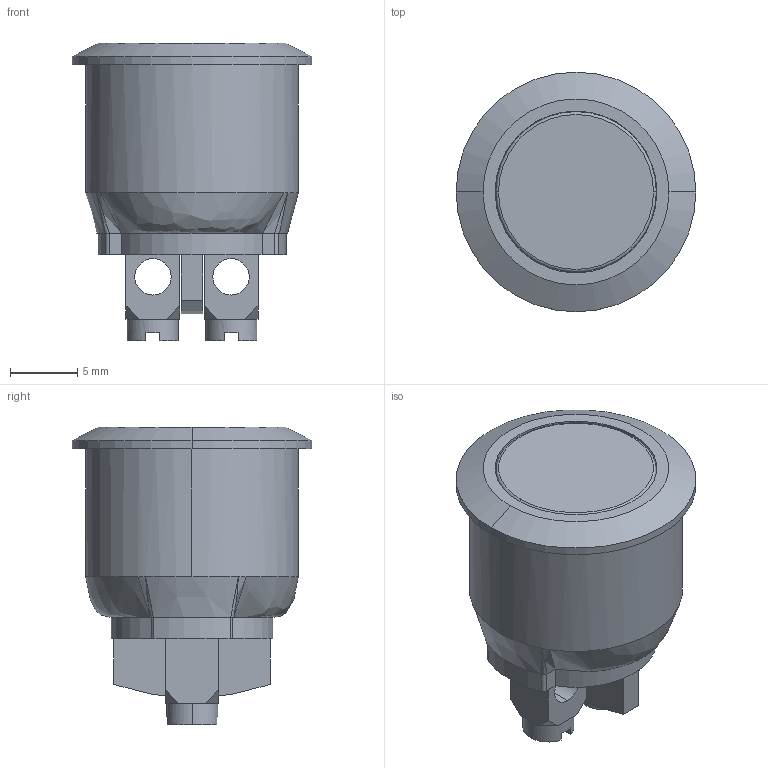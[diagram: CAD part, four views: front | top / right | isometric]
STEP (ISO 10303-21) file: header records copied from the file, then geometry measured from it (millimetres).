
FILE_DESCRIPTION (( 'STEP AP214' ), '1' );
FILE_NAME ('button.STEP', '2022-02-05T12:25:55', ( '' ), ( '' ), 'SwSTEP 2.0', 'SolidWorks 2020', '' );
FILE_SCHEMA (( 'AUTOMOTIVE_DESIGN' ));
Length unit declared in the file: millimetre
Products named in the file (1): button
Bounding box: 17.8 x 17.8 x 22.1 mm (x, y, z)
Volume: 3130.8 mm3; surface area: 1964.9 mm2
Topology: 4 solids, 4 shells, 104 faces, 265 edges, 171 vertices
Faces by surface type: plane 61, cylinder 22, bspline 14, cone 5, torus 2
Entity records: 6969 total; most frequent: CARTESIAN_POINT 4436, ORIENTED_EDGE 522, DIRECTION 484, EDGE_CURVE 261, VERTEX_POINT 171, VECTOR 166, LINE 166, AXIS2_PLACEMENT_3D 159
